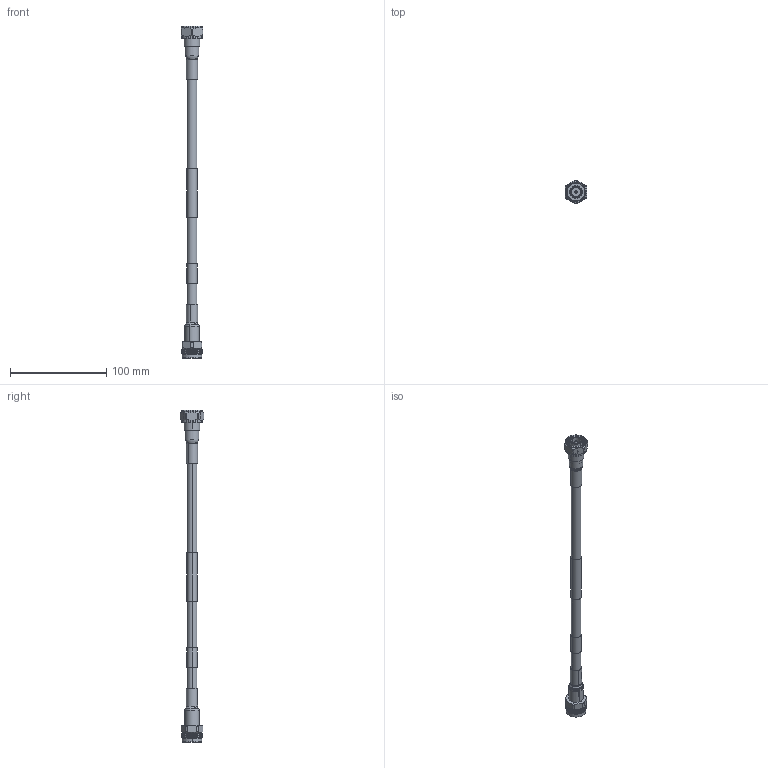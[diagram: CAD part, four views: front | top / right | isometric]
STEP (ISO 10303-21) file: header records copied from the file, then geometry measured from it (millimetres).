
FILE_DESCRIPTION (( 'STEP AP214' ), '1' );
FILE_NAME ('FMCA2052_3D.step', '2025-07-24T19:27:12', ( '' ), ( '' ), 'SwSTEP 2.0', 'SolidWorks 2022', '' );
FILE_SCHEMA (( 'AUTOMOTIVE_DESIGN' ));
Length unit declared in the file: inch
Products named in the file (6): FMCA2052_3D; SPP-375-LLPL_W_LABEL & PIM; TC-SPO375-4310M-LP; HeatShrink_CA-400_10; TC-375-NM-LP_remove contact; HeatShrink_CA-400_11
Assembly tree (5 placements, depth 2):
  FMCA2052_3D
    SPP-375-LLPL_W_LABEL & PIM
    HeatShrink_CA-400_10
    TC-375-NM-LP_remove contact
    TC-SPO375-4310M-LP
    HeatShrink_CA-400_11
Bounding box: 22 x 24.61 x 345.15 mm (x, y, z)
Volume: 37092.9 mm3; surface area: 24444.2 mm2
Topology: 5 solids, 6 shells, 2129 faces, 4717 edges, 2613 vertices
Faces by surface type: bspline 1448, cylinder 539, cone 67, plane 59, torus 16
Entity records: 74311 total; most frequent: CARTESIAN_POINT 43310, ORIENTED_EDGE 9434, EDGE_CURVE 4717, DIRECTION 2650, VERTEX_POINT 2613, EDGE_LOOP 2152, ADVANCED_FACE 2129, FACE_OUTER_BOUND 2129
